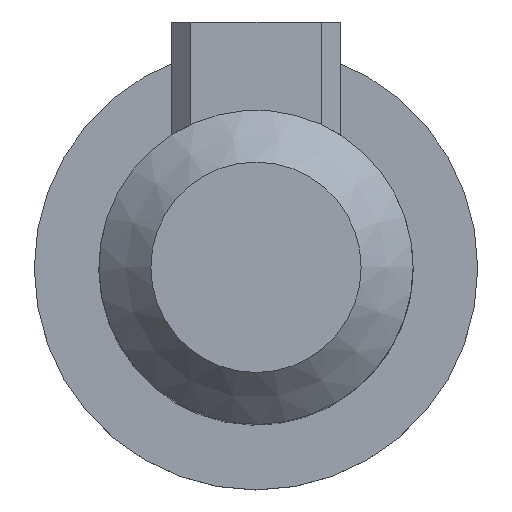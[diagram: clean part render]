
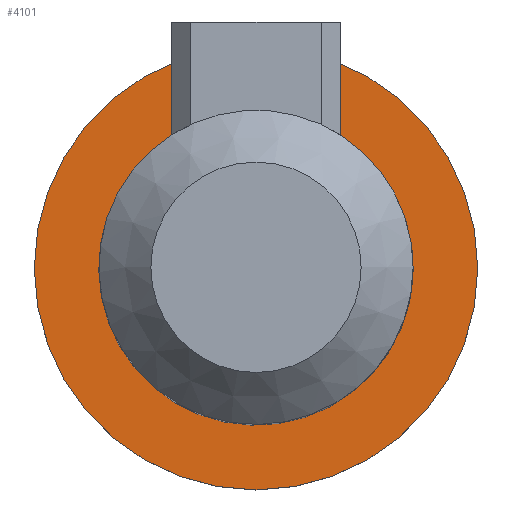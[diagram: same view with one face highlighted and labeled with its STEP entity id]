
A CAD part, top view. The second image highlights one B-rep face of the part: STEP entity #4101.
In plain terms, the highlighted planar face has unit normal (0, 0, 1).
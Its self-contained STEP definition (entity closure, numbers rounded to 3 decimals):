
#1749=ORIENTED_EDGE('',*,*,#2335,.F.);
#1750=ORIENTED_EDGE('',*,*,#2334,.T.);
#2334=EDGE_CURVE('',#2722,#2722,#2942,.T.);
#2335=EDGE_CURVE('',#2723,#2723,#2943,.T.);
#2722=VERTEX_POINT('',#8427);
#2723=VERTEX_POINT('',#8430);
#2942=CIRCLE('',#5302,175.);
#2943=CIRCLE('',#5304,100.);
#3288=EDGE_LOOP('',(#1749));
#3289=EDGE_LOOP('',(#1750));
#3673=FACE_BOUND('',#3288,.T.);
#3674=FACE_BOUND('',#3289,.T.);
#3864=PLANE('',#5303);
#4101=ADVANCED_FACE('',(#3673,#3674),#3864,.F.);
#5302=AXIS2_PLACEMENT_3D('',#8426,#6469,#6470);
#5303=AXIS2_PLACEMENT_3D('',#8428,#6471,#6472);
#5304=AXIS2_PLACEMENT_3D('',#8429,#6473,#6474);
#6469=DIRECTION('',(0.,0.,1.));
#6470=DIRECTION('',(1.,0.,0.));
#6471=DIRECTION('',(0.,0.,-1.));
#6472=DIRECTION('',(-1.,0.,0.));
#6473=DIRECTION('',(0.,0.,1.));
#6474=DIRECTION('',(1.,0.,0.));
#8426=CARTESIAN_POINT('',(0.,0.,14.));
#8427=CARTESIAN_POINT('',(175.,0.,14.));
#8428=CARTESIAN_POINT('',(100.,0.,14.));
#8429=CARTESIAN_POINT('',(0.,0.,14.));
#8430=CARTESIAN_POINT('',(100.,0.,14.));
